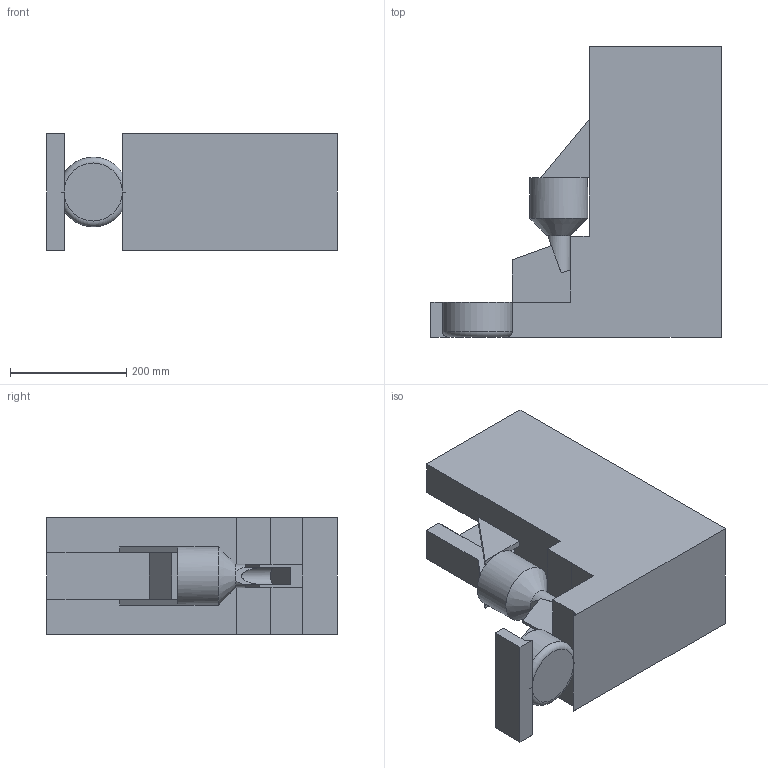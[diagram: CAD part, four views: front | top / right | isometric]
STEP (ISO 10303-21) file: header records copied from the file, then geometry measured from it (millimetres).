
FILE_DESCRIPTION(/* description */ (''),/* implementation_level */ '2;1');
FILE_NAME(/* name */ 'sketch mecatronica v2.stp',/* time_stamp */ '2024-11-06T21:49:50-03:00',/* author */ ('asilv'),/* organization */ (''),/* preprocessor_version */ 'ST-DEVELOPER v19.2',/* originating_system */ 'Autodesk Inventor 2024',/* authorisation */ '');
FILE_SCHEMA (('AUTOMOTIVE_DESIGN { 1 0 10303 214 3 1 1 }'));
Length unit declared in the file: millimetre
Products named in the file (1): sketch mecatronica v2
Bounding box: 500 x 500 x 200 mm (x, y, z)
Volume: 19383671.4 mm3; surface area: 916680 mm2
Topology: 3 solids, 3 shells, 77 faces, 205 edges, 130 vertices
Faces by surface type: plane 61, cylinder 11, torus 3, cone 2
Full cylindrical faces by diameter (mm): 30 x1, 90 x1, 100 x1, 110 x1
Entity records: 2440 total; most frequent: CARTESIAN_POINT 415, DIRECTION 414, ORIENTED_EDGE 412, EDGE_CURVE 206, LINE 154, VECTOR 154, VERTEX_POINT 130, AXIS2_PLACEMENT_3D 130
